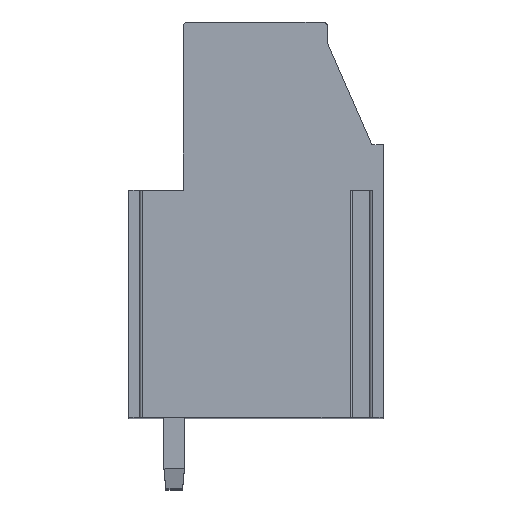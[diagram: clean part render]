
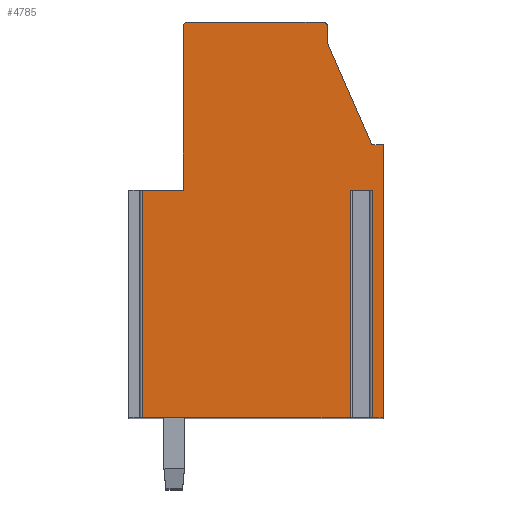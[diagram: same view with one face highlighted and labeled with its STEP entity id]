
A CAD part, top view. The second image highlights one B-rep face of the part: STEP entity #4785.
In plain terms, the highlighted planar face has unit normal (0, 0, 1).
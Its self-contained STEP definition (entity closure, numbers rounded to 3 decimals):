
#99=DIRECTION('',(-1.,0.,0.));
#100=VECTOR('',#99,1.806);
#101=CARTESIAN_POINT('',(-3.2,1.3,2.5));
#102=LINE('',#101,#100);
#845=DIRECTION('',(1.,0.,0.));
#846=VECTOR('',#845,0.989);
#847=CARTESIAN_POINT('',(4.142,1.3,2.5));
#848=LINE('',#847,#846);
#849=DIRECTION('',(0.,-1.,0.));
#850=VECTOR('',#849,10.);
#851=CARTESIAN_POINT('',(4.142,1.3,2.5));
#852=LINE('',#851,#850);
#853=DIRECTION('',(1.,0.,0.));
#854=VECTOR('',#853,9.148);
#855=CARTESIAN_POINT('',(-5.006,-8.7,2.5));
#856=LINE('',#855,#854);
#857=DIRECTION('',(0.,-1.,0.));
#858=VECTOR('',#857,10.);
#859=CARTESIAN_POINT('',(-5.006,1.3,2.5));
#860=LINE('',#859,#858);
#861=DIRECTION('',(0.,-1.,0.));
#862=VECTOR('',#861,7.2);
#863=CARTESIAN_POINT('',(-3.2,8.5,2.5));
#864=LINE('',#863,#862);
#865=CARTESIAN_POINT('',(-3.,8.5,2.5));
#866=DIRECTION('',(0.,0.,1.));
#867=DIRECTION('',(0.,1.,0.));
#868=AXIS2_PLACEMENT_3D('',#865,#866,#867);
#870=DIRECTION('',(-1.,0.,0.));
#871=VECTOR('',#870,5.95);
#872=CARTESIAN_POINT('',(2.95,8.7,2.5));
#873=LINE('',#872,#871);
#874=CARTESIAN_POINT('',(2.95,8.5,2.5));
#875=DIRECTION('',(0.,0.,1.));
#876=DIRECTION('',(1.,0.,0.));
#877=AXIS2_PLACEMENT_3D('',#874,#875,#876);
#879=DIRECTION('',(0.,1.,0.));
#880=VECTOR('',#879,0.75);
#881=CARTESIAN_POINT('',(3.15,7.75,2.5));
#882=LINE('',#881,#880);
#883=DIRECTION('',(-0.401,0.916,0.));
#884=VECTOR('',#883,4.859);
#885=CARTESIAN_POINT('',(5.1,3.3,2.5));
#886=LINE('',#885,#884);
#887=DIRECTION('',(-1.,0.,0.));
#888=VECTOR('',#887,0.5);
#889=CARTESIAN_POINT('',(5.6,3.3,2.5));
#890=LINE('',#889,#888);
#891=DIRECTION('',(0.,1.,0.));
#892=VECTOR('',#891,12.);
#893=CARTESIAN_POINT('',(5.6,-8.7,2.5));
#894=LINE('',#893,#892);
#895=DIRECTION('',(1.,0.,0.));
#896=VECTOR('',#895,0.469);
#897=CARTESIAN_POINT('',(5.131,-8.7,2.5));
#898=LINE('',#897,#896);
#899=DIRECTION('',(0.,-1.,0.));
#900=VECTOR('',#899,10.);
#901=CARTESIAN_POINT('',(5.131,1.3,2.5));
#902=LINE('',#901,#900);
#2885=CARTESIAN_POINT('',(5.1,3.3,2.5));
#2886=CARTESIAN_POINT('',(3.15,7.75,2.5));
#2887=VERTEX_POINT('',#2885);
#2888=VERTEX_POINT('',#2886);
#2889=CARTESIAN_POINT('',(3.15,8.5,2.5));
#2890=VERTEX_POINT('',#2889);
#2891=CARTESIAN_POINT('',(2.95,8.7,2.5));
#2892=VERTEX_POINT('',#2891);
#2893=CARTESIAN_POINT('',(-3.,8.7,2.5));
#2894=VERTEX_POINT('',#2893);
#2895=CARTESIAN_POINT('',(-3.2,8.5,2.5));
#2896=VERTEX_POINT('',#2895);
#2897=CARTESIAN_POINT('',(-3.2,1.3,2.5));
#2898=VERTEX_POINT('',#2897);
#2899=CARTESIAN_POINT('',(5.6,-8.7,2.5));
#2900=CARTESIAN_POINT('',(5.6,3.3,2.5));
#2901=VERTEX_POINT('',#2899);
#2902=VERTEX_POINT('',#2900);
#2915=CARTESIAN_POINT('',(4.142,1.3,2.5));
#2916=CARTESIAN_POINT('',(5.131,1.3,2.5));
#2917=VERTEX_POINT('',#2915);
#2918=VERTEX_POINT('',#2916);
#2919=CARTESIAN_POINT('',(-5.006,1.3,2.5));
#2920=CARTESIAN_POINT('',(-5.006,-8.7,2.5));
#2921=VERTEX_POINT('',#2919);
#2922=VERTEX_POINT('',#2920);
#2923=CARTESIAN_POINT('',(5.131,-8.7,2.5));
#2924=VERTEX_POINT('',#2923);
#2925=CARTESIAN_POINT('',(4.142,-8.7,2.5));
#2926=VERTEX_POINT('',#2925);
#4760=CARTESIAN_POINT('',(0.,0.,2.5));
#4761=DIRECTION('',(0.,0.,1.));
#4762=DIRECTION('',(1.,0.,0.));
#4763=AXIS2_PLACEMENT_3D('',#4760,#4761,#4762);
#4764=PLANE('',#4763);
#4766=ORIENTED_EDGE('',*,*,#4765,.F.);
#4768=ORIENTED_EDGE('',*,*,#4767,.T.);
#4769=ORIENTED_EDGE('',*,*,#4504,.F.);
#4770=ORIENTED_EDGE('',*,*,#4752,.F.);
#4771=ORIENTED_EDGE('',*,*,#3779,.F.);
#4772=ORIENTED_EDGE('',*,*,#3900,.F.);
#4773=ORIENTED_EDGE('',*,*,#4286,.F.);
#4774=ORIENTED_EDGE('',*,*,#4300,.F.);
#4775=ORIENTED_EDGE('',*,*,#4350,.F.);
#4776=ORIENTED_EDGE('',*,*,#4364,.F.);
#4777=ORIENTED_EDGE('',*,*,#4378,.F.);
#4778=ORIENTED_EDGE('',*,*,#4392,.F.);
#4779=ORIENTED_EDGE('',*,*,#4406,.F.);
#4780=ORIENTED_EDGE('',*,*,#4520,.F.);
#4782=ORIENTED_EDGE('',*,*,#4781,.F.);
#4783=EDGE_LOOP('',(#4766,#4768,#4769,#4770,#4771,#4772,#4773,#4774,#4775,#4776,
#4777,#4778,#4779,#4780,#4782));
#4784=FACE_OUTER_BOUND('',#4783,.F.);
#869=CIRCLE('',#868,0.2);
#878=CIRCLE('',#877,0.2);
#3779=EDGE_CURVE('',#2898,#2921,#102,.T.);
#3900=EDGE_CURVE('',#2896,#2898,#864,.T.);
#4286=EDGE_CURVE('',#2894,#2896,#869,.T.);
#4300=EDGE_CURVE('',#2892,#2894,#873,.T.);
#4350=EDGE_CURVE('',#2890,#2892,#878,.T.);
#4364=EDGE_CURVE('',#2888,#2890,#882,.T.);
#4378=EDGE_CURVE('',#2887,#2888,#886,.T.);
#4392=EDGE_CURVE('',#2902,#2887,#890,.T.);
#4406=EDGE_CURVE('',#2901,#2902,#894,.T.);
#4504=EDGE_CURVE('',#2922,#2926,#856,.T.);
#4520=EDGE_CURVE('',#2924,#2901,#898,.T.);
#4752=EDGE_CURVE('',#2921,#2922,#860,.T.);
#4765=EDGE_CURVE('',#2917,#2918,#848,.T.);
#4767=EDGE_CURVE('',#2917,#2926,#852,.T.);
#4781=EDGE_CURVE('',#2918,#2924,#902,.T.);
#4785=ADVANCED_FACE('',(#4784),#4764,.T.);
